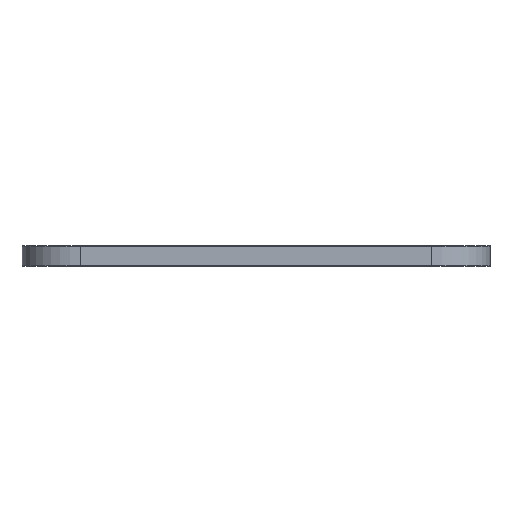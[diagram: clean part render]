
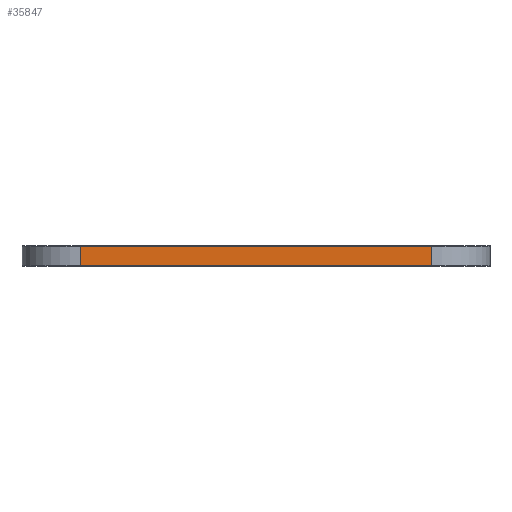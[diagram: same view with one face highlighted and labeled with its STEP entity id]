
A CAD part, left-side view. The second image highlights one B-rep face of the part: STEP entity #35847.
In plain terms, the highlighted planar face has unit normal (-1, 0, 0).
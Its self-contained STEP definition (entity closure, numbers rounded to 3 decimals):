
#35320 = VERTEX_POINT('',#35321);
#35321 = CARTESIAN_POINT('',(-35.75,21.,0.));
#35328 = EDGE_CURVE('',#35329,#35320,#35331,.T.);
#35329 = VERTEX_POINT('',#35330);
#35330 = CARTESIAN_POINT('',(-35.75,3.,0.));
#35331 = LINE('',#35332,#35333);
#35332 = CARTESIAN_POINT('',(-35.75,3.,0.));
#35333 = VECTOR('',#35334,1.);
#35334 = DIRECTION('',(0.,1.,0.));
#35570 = VERTEX_POINT('',#35571);
#35571 = CARTESIAN_POINT('',(-35.75,21.,1.));
#35578 = EDGE_CURVE('',#35579,#35570,#35581,.T.);
#35579 = VERTEX_POINT('',#35580);
#35580 = CARTESIAN_POINT('',(-35.75,3.,1.));
#35581 = LINE('',#35582,#35583);
#35582 = CARTESIAN_POINT('',(-35.75,3.,1.));
#35583 = VECTOR('',#35584,1.);
#35584 = DIRECTION('',(0.,1.,0.));
#35817 = EDGE_CURVE('',#35320,#35570,#35818,.T.);
#35818 = LINE('',#35819,#35820);
#35819 = CARTESIAN_POINT('',(-35.75,21.,0.));
#35820 = VECTOR('',#35821,1.);
#35821 = DIRECTION('',(0.,0.,1.));
#35847 = ADVANCED_FACE('',(#35848),#35859,.T.);
#35848 = FACE_BOUND('',#35849,.T.);
#35849 = EDGE_LOOP('',(#35850,#35856,#35857,#35858));
#35850 = ORIENTED_EDGE('',*,*,#35851,.T.);
#35851 = EDGE_CURVE('',#35329,#35579,#35852,.T.);
#35852 = LINE('',#35853,#35854);
#35853 = CARTESIAN_POINT('',(-35.75,3.,0.));
#35854 = VECTOR('',#35855,1.);
#35855 = DIRECTION('',(0.,0.,1.));
#35856 = ORIENTED_EDGE('',*,*,#35578,.T.);
#35857 = ORIENTED_EDGE('',*,*,#35817,.F.);
#35858 = ORIENTED_EDGE('',*,*,#35328,.F.);
#35859 = PLANE('',#35860);
#35860 = AXIS2_PLACEMENT_3D('',#35861,#35862,#35863);
#35861 = CARTESIAN_POINT('',(-35.75,3.,0.));
#35862 = DIRECTION('',(-1.,0.,0.));
#35863 = DIRECTION('',(0.,1.,0.));
